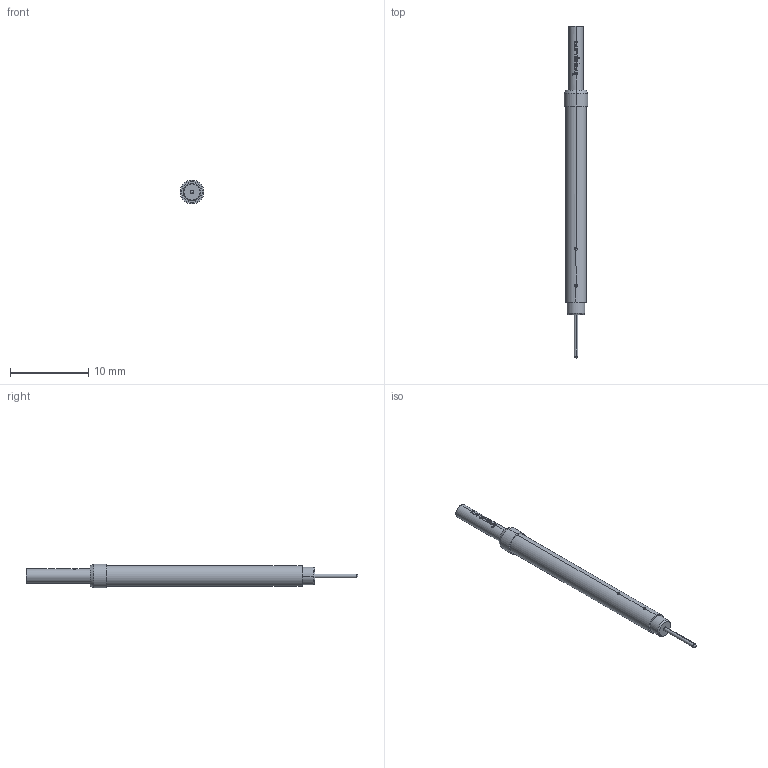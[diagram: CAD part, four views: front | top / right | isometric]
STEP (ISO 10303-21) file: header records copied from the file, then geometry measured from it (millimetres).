
FILE_DESCRIPTION (( 'STEP AP203' ), '1' );
FILE_NAME ('INGUN_SKS-415_302_180_A_xx02_2.STEP', '2022-02-17T12:23:47', ( 'ochi' ), ( '' ), 'SwSTEP 2.0', 'SolidWorks 2018', '' );
FILE_SCHEMA (( 'CONFIG_CONTROL_DESIGN' ));
Length unit declared in the file: millimetre
Products named in the file (1): INGUN_SKS-415_302_180_A_xx02_2
Bounding box: 3 x 42.3 x 3 mm (x, y, z)
Volume: 180.1 mm3; surface area: 305.6 mm2
Topology: 1 solids, 1 shells, 113 faces, 317 edges, 210 vertices
Faces by surface type: plane 49, bspline 30, cylinder 29, cone 4, sphere 1
Entity records: 4983 total; most frequent: CARTESIAN_POINT 2208, ORIENTED_EDGE 628, DIRECTION 480, EDGE_CURVE 314, VERTEX_POINT 208, AXIS2_PLACEMENT_3D 192, EDGE_LOOP 118, ADVANCED_FACE 113
